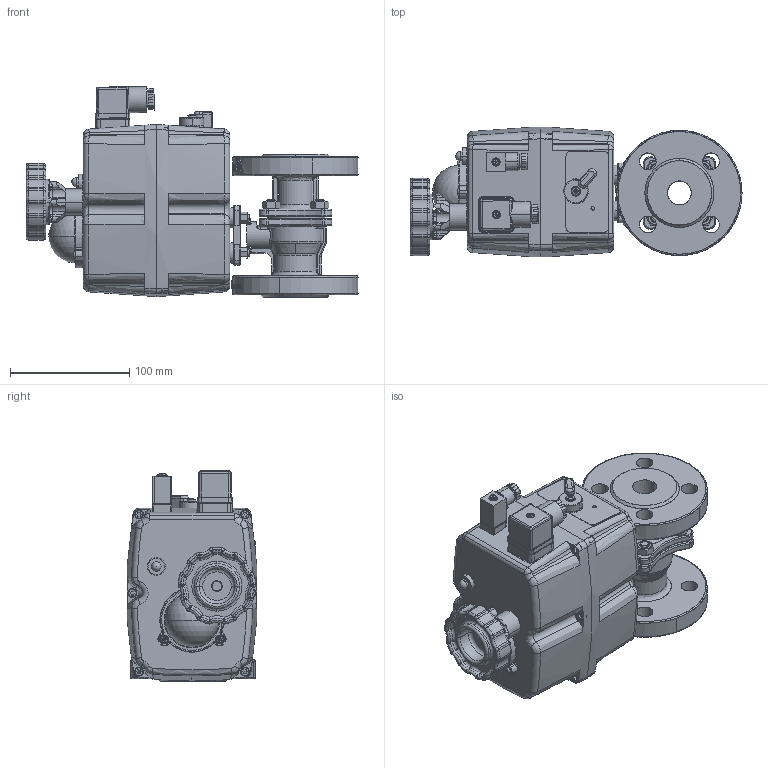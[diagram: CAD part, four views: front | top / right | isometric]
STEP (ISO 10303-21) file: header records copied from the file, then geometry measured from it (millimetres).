
FILE_DESCRIPTION (( 'STEP AP203' ), '1' );
FILE_NAME ('EK05_DN20_(EK05000004).STEP', '2022-05-20T12:57:27', ( '' ), ( '' ), 'SwSTEP 2.0', 'SolidWorks 2021', '' );
FILE_SCHEMA (( 'CONFIG_CONTROL_DESIGN' ));
Length unit declared in the file: metre
Products named in the file (1): EK05_DN20_(EK05000004)
Bounding box: 278.5 x 108.76 x 176.71 mm (x, y, z)
Surface area: 195105.5 mm2 (no closed solid volume)
Topology: 0 solids, 455 shells, 1775 faces, 6345 edges, 4878 vertices
Faces by surface type: cylinder 605, plane 438, torus 284, bspline 277, cone 158, sphere 13
Entity records: 108626 total; most frequent: CARTESIAN_POINT 57890, DIRECTION 10149, ORIENTED_EDGE 9120, EDGE_CURVE 6294, VERTEX_POINT 4877, AXIS2_PLACEMENT_3D 3984, CIRCLE 2485, LINE 2181
